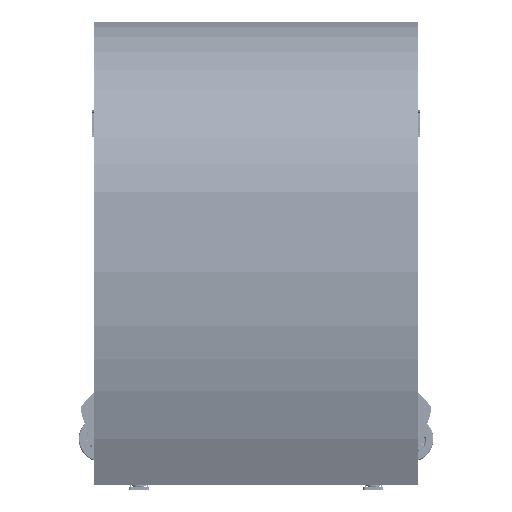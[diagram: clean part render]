
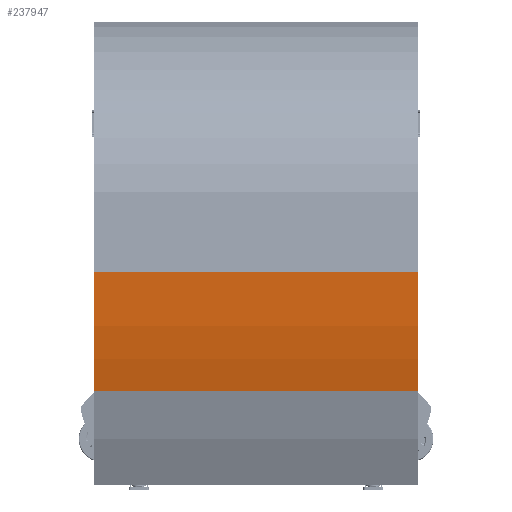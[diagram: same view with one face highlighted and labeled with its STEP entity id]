
A CAD part, top view. The second image highlights one B-rep face of the part: STEP entity #237947.
In plain terms, the highlighted free-form (B-spline) face has degree [2, 1] with [3, 2] control points.
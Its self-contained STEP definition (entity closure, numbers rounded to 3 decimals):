
#237947 = ADVANCED_FACE('',(#237948),#237980,.T.);
#237948 = FACE_BOUND('',#237949,.T.);
#237949 = EDGE_LOOP('',(#237950,#237960,#237967,#237975));
#237950 = ORIENTED_EDGE('',*,*,#237951,.F.);
#237951 = EDGE_CURVE('',#237952,#237954,#237956,.T.);
#237952 = VERTEX_POINT('',#237953);
#237953 = CARTESIAN_POINT('',(930.478,-765.958,
    1226.735));
#237954 = VERTEX_POINT('',#237955);
#237955 = CARTESIAN_POINT('',(930.478,-1449.015,
    1134.875));
#237956 = ( BOUNDED_CURVE() B_SPLINE_CURVE(2,(#237957,#237958,#237959),
.UNSPECIFIED.,.F.,.F.) B_SPLINE_CURVE_WITH_KNOTS((3,3),(3.142,
3.377),.PIECEWISE_BEZIER_KNOTS.) CURVE() 
GEOMETRIC_REPRESENTATION_ITEM() RATIONAL_B_SPLINE_CURVE((1.,
0.993,1.)) REPRESENTATION_ITEM('') );
#237957 = CARTESIAN_POINT('',(930.478,-765.958,
    1226.735));
#237958 = CARTESIAN_POINT('',(930.478,-1112.924,
    1221.239));
#237959 = CARTESIAN_POINT('',(930.478,-1449.015,
    1134.875));
#237960 = ORIENTED_EDGE('',*,*,#237961,.T.);
#237961 = EDGE_CURVE('',#237952,#237962,#237964,.T.);
#237962 = VERTEX_POINT('',#237963);
#237963 = CARTESIAN_POINT('',(-930.478,-765.958,
    1226.735));
#237964 = B_SPLINE_CURVE_WITH_KNOTS('',1,(#237965,#237966),
  .UNSPECIFIED.,.F.,.F.,(2,2),(-0.,1800.),.PIECEWISE_BEZIER_KNOTS.);
#237965 = CARTESIAN_POINT('',(930.478,-765.958,
    1226.735));
#237966 = CARTESIAN_POINT('',(-930.478,-765.958,
    1226.735));
#237967 = ORIENTED_EDGE('',*,*,#237968,.T.);
#237968 = EDGE_CURVE('',#237962,#237969,#237971,.T.);
#237969 = VERTEX_POINT('',#237970);
#237970 = CARTESIAN_POINT('',(-930.478,-1449.015,
    1134.875));
#237971 = ( BOUNDED_CURVE() B_SPLINE_CURVE(2,(#237972,#237973,#237974),
.UNSPECIFIED.,.F.,.F.) B_SPLINE_CURVE_WITH_KNOTS((3,3),(3.142,
3.377),.PIECEWISE_BEZIER_KNOTS.) CURVE() 
GEOMETRIC_REPRESENTATION_ITEM() RATIONAL_B_SPLINE_CURVE((1.,
0.993,1.)) REPRESENTATION_ITEM('') );
#237972 = CARTESIAN_POINT('',(-930.478,-765.958,
    1226.735));
#237973 = CARTESIAN_POINT('',(-930.478,-1112.924,
    1221.239));
#237974 = CARTESIAN_POINT('',(-930.478,-1449.015,
    1134.875));
#237975 = ORIENTED_EDGE('',*,*,#237976,.F.);
#237976 = EDGE_CURVE('',#237954,#237969,#237977,.T.);
#237977 = B_SPLINE_CURVE_WITH_KNOTS('',1,(#237978,#237979),
  .UNSPECIFIED.,.F.,.F.,(2,2),(-0.,1800.),.PIECEWISE_BEZIER_KNOTS.);
#237978 = CARTESIAN_POINT('',(930.478,-1449.015,
    1134.875));
#237979 = CARTESIAN_POINT('',(-930.478,-1449.015,
    1134.875));
#237980 = ( BOUNDED_SURFACE() B_SPLINE_SURFACE(2,1,(
    (#237981,#237982)
    ,(#237983,#237984)
    ,(#237985,#237986
)),.UNSPECIFIED.,.F.,.F.,.F.) B_SPLINE_SURFACE_WITH_KNOTS((3,3),(2,2),(
    6.047,6.283),(0.,1800.),
.PIECEWISE_BEZIER_KNOTS.) GEOMETRIC_REPRESENTATION_ITEM() 
RATIONAL_B_SPLINE_SURFACE((
    (1.,1.)
    ,(0.993,0.993)
,(1.,1.))) REPRESENTATION_ITEM('') SURFACE() );
#237981 = CARTESIAN_POINT('',(930.478,-1449.015,
    1134.875));
#237982 = CARTESIAN_POINT('',(-930.478,-1449.015,
    1134.875));
#237983 = CARTESIAN_POINT('',(930.478,-1112.924,
    1221.239));
#237984 = CARTESIAN_POINT('',(-930.478,-1112.924,
    1221.239));
#237985 = CARTESIAN_POINT('',(930.478,-765.958,
    1226.735));
#237986 = CARTESIAN_POINT('',(-930.478,-765.958,
    1226.735));
